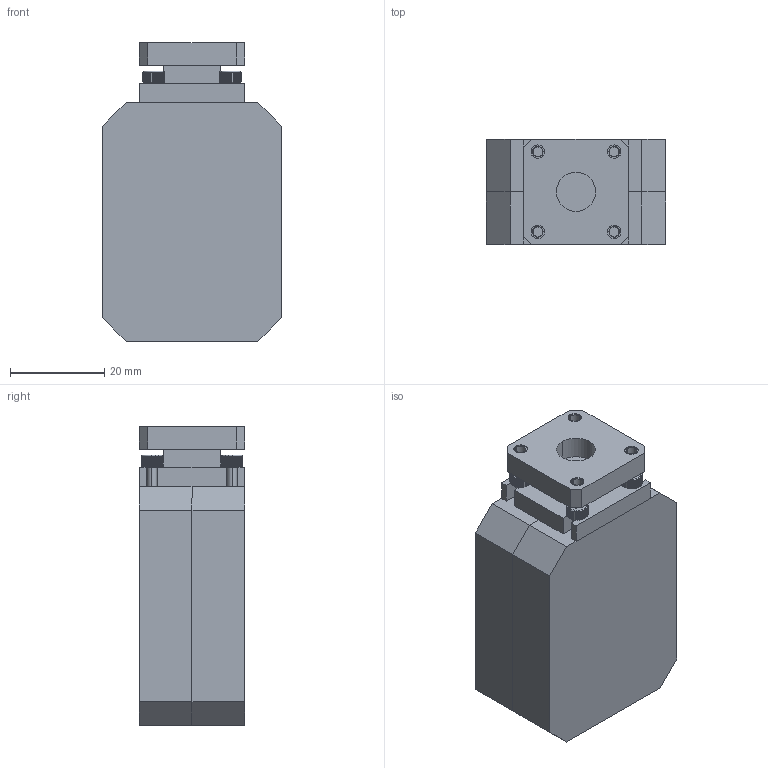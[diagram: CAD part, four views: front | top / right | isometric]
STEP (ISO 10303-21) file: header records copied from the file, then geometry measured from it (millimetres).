
FILE_DESCRIPTION (( 'STEP AP214' ), '1' );
FILE_NAME ('PEWOT0001 ¦ FMWOT0001.step', '2022-03-03T17:11:48', ( '' ), ( '' ), 'SwSTEP 2.0', 'SolidWorks 2021', '' );
FILE_SCHEMA (( 'AUTOMOTIVE_DESIGN' ));
Products named in the file (1): PEWOT0001 ｦ FMWOT0001
Bounding box: 38.1 x 22.35 x 63.5 mm (x, y, z)
Volume: 45292.7 mm3; surface area: 13757.3 mm2
Topology: 1 solids, 1 shells, 1827 faces, 4840 edges, 3079 vertices
Faces by surface type: plane 768, cylinder 740, cone 229, bspline 82, torus 8
Entity records: 108149 total; most frequent: CARTESIAN_POINT 66564, ORIENTED_EDGE 9656, DIRECTION 7641, EDGE_CURVE 4828, VERTEX_POINT 3079, AXIS2_PLACEMENT_3D 2866, EDGE_LOOP 1963, VECTOR 1909
